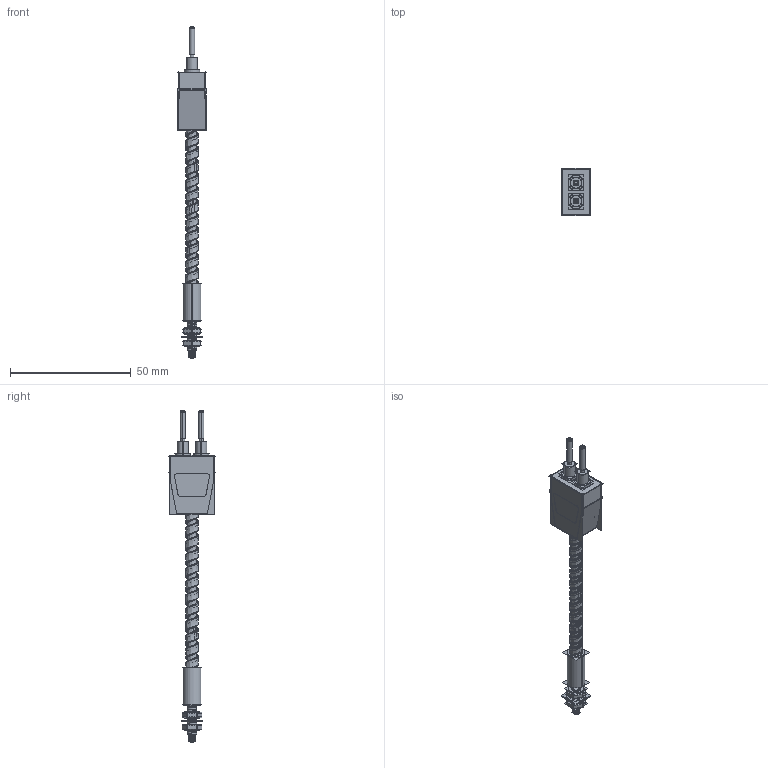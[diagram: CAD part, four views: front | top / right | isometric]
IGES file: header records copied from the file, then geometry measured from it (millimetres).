
Start section:  PTC IGES file: 193996.igs
Global section: file name: 193996.igs; native system: Creo Parametric by Parametric Technology Corporation; preprocessor: 2013230; author: PDMAdmin; organization: Unknown; date: 20160322.143213; units: millimetre
Bounding box: 11.89 x 19.81 x 137.67 mm (x, y, z)
Volume: 4619 mm3; surface area: 36814.6 mm2
Topology: 19 solids, 21 shells, 1582 faces, 8046 edges, 10114 vertices
Faces by surface type: bspline 874, revolution 708
